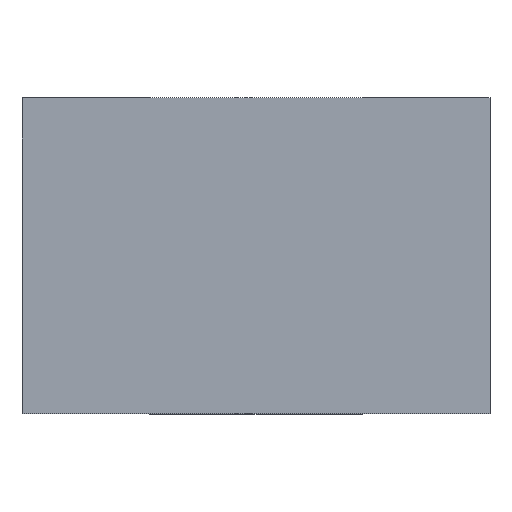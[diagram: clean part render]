
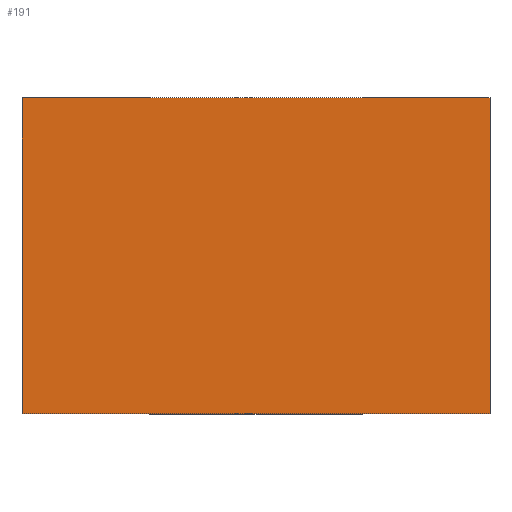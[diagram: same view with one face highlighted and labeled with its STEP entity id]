
A CAD part, top view. The second image highlights one B-rep face of the part: STEP entity #191.
In plain terms, the highlighted planar face has unit normal (0, 0, 1).
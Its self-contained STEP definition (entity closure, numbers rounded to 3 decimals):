
#40=ORIENTED_EDGE('',*,*,#84,.F.);
#41=ORIENTED_EDGE('',*,*,#83,.F.);
#42=ORIENTED_EDGE('',*,*,#85,.T.);
#43=ORIENTED_EDGE('',*,*,#86,.T.);
#83=EDGE_CURVE('',#103,#102,#123,.T.);
#84=EDGE_CURVE('',#102,#104,#124,.T.);
#85=EDGE_CURVE('',#103,#105,#125,.T.);
#86=EDGE_CURVE('',#105,#104,#126,.T.);
#102=VERTEX_POINT('',#295);
#103=VERTEX_POINT('',#297);
#104=VERTEX_POINT('',#301);
#105=VERTEX_POINT('',#303);
#123=LINE('',#298,#147);
#124=LINE('',#300,#148);
#125=LINE('',#302,#149);
#126=LINE('',#304,#150);
#147=VECTOR('',#246,1000.);
#148=VECTOR('',#249,1000.);
#149=VECTOR('',#250,1000.);
#150=VECTOR('',#251,1000.);
#161=EDGE_LOOP('',(#40,#41,#42,#43));
#171=FACE_BOUND('',#161,.T.);
#181=PLANE('',#214);
#191=ADVANCED_FACE('',(#171),#181,.T.);
#214=AXIS2_PLACEMENT_3D('',#299,#247,#248);
#246=DIRECTION('',(0.,-1.,0.));
#247=DIRECTION('',(0.,0.,1.));
#248=DIRECTION('',(1.,0.,0.));
#249=DIRECTION('',(-1.,0.,0.));
#250=DIRECTION('',(-1.,0.,0.));
#251=DIRECTION('',(0.,-1.,0.));
#295=CARTESIAN_POINT('',(66.653,0.,24.328));
#297=CARTESIAN_POINT('',(66.653,90.,24.328));
#298=CARTESIAN_POINT('',(66.653,90.,24.328));
#299=CARTESIAN_POINT('',(66.653,90.,24.328));
#300=CARTESIAN_POINT('',(66.653,0.,24.328));
#301=CARTESIAN_POINT('',(-66.653,0.,24.328));
#302=CARTESIAN_POINT('',(66.653,90.,24.328));
#303=CARTESIAN_POINT('',(-66.653,90.,24.328));
#304=CARTESIAN_POINT('',(-66.653,90.,24.328));
